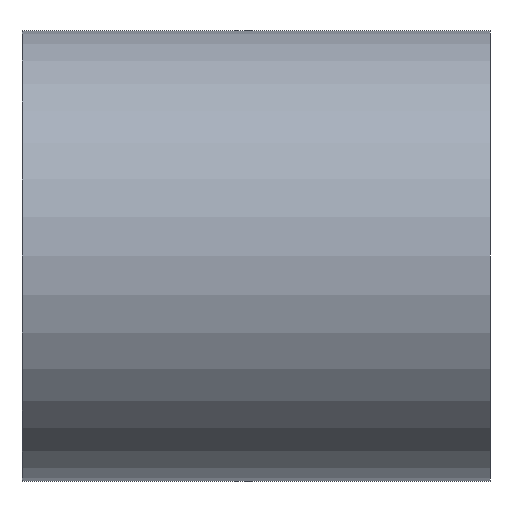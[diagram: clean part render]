
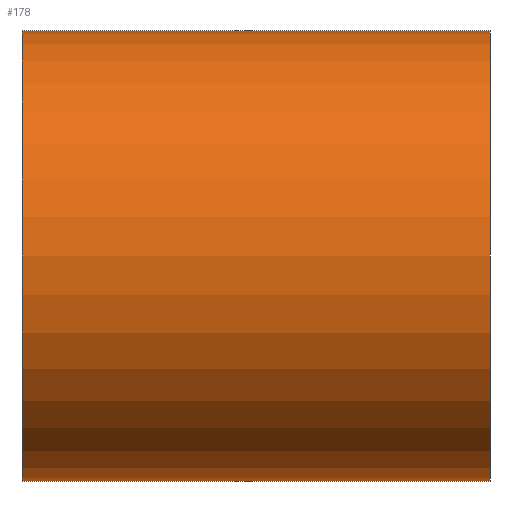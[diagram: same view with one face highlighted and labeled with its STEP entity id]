
A CAD part, front view. The second image highlights one B-rep face of the part: STEP entity #178.
In plain terms, the highlighted cylindrical face has radius 21.65 mm (diameter 43.3 mm), a partial arc.
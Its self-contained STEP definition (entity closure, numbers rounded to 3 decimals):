
#8 = CARTESIAN_POINT ( 'NONE',  ( -22.5, 0., 21.65 ) ) ;
#11 = CIRCLE ( 'NONE', #167, 21.65 ) ;
#14 = DIRECTION ( 'NONE',  ( 0., 0., 1. ) ) ;
#18 = VECTOR ( 'NONE', #58, 1000. ) ;
#25 = DIRECTION ( 'NONE',  ( -1., 0., 0. ) ) ;
#40 = ORIENTED_EDGE ( 'NONE', *, *, #175, .F. ) ;
#41 = EDGE_LOOP ( 'NONE', ( #55, #168, #56, #40 ) ) ;
#43 = VERTEX_POINT ( 'NONE', #174 ) ;
#47 = EDGE_CURVE ( 'NONE', #132, #43, #125, .T. ) ;
#50 = AXIS2_PLACEMENT_3D ( 'NONE', #135, #112, #68 ) ;
#55 = ORIENTED_EDGE ( 'NONE', *, *, #47, .F. ) ;
#56 = ORIENTED_EDGE ( 'NONE', *, *, #137, .T. ) ;
#58 = DIRECTION ( 'NONE',  ( -1., 0., 0. ) ) ;
#59 = DIRECTION ( 'NONE',  ( -1., 0., 0. ) ) ;
#61 = CARTESIAN_POINT ( 'NONE',  ( -22.5, 0., 21.65 ) ) ;
#65 = FACE_OUTER_BOUND ( 'NONE', #41, .T. ) ;
#68 = DIRECTION ( 'NONE',  ( 0., 0., 1. ) ) ;
#75 = CIRCLE ( 'NONE', #128, 21.65 ) ;
#79 = CARTESIAN_POINT ( 'NONE',  ( 22.5, 0., -21.65 ) ) ;
#81 = CYLINDRICAL_SURFACE ( 'NONE', #50, 21.65 ) ;
#89 = CARTESIAN_POINT ( 'NONE',  ( -22.5, 0., -21.65 ) ) ;
#96 = CARTESIAN_POINT ( 'NONE',  ( 22.5, 0., 0. ) ) ;
#112 = DIRECTION ( 'NONE',  ( -1., 0., 0. ) ) ;
#125 = LINE ( 'NONE', #89, #199 ) ;
#128 = AXIS2_PLACEMENT_3D ( 'NONE', #156, #59, #160 ) ;
#131 = CARTESIAN_POINT ( 'NONE',  ( 22.5, 0., 21.65 ) ) ;
#132 = VERTEX_POINT ( 'NONE', #79 ) ;
#135 = CARTESIAN_POINT ( 'NONE',  ( -22.5, 0., 0. ) ) ;
#137 = EDGE_CURVE ( 'NONE', #185, #141, #172, .T. ) ;
#141 = VERTEX_POINT ( 'NONE', #61 ) ;
#156 = CARTESIAN_POINT ( 'NONE',  ( -22.5, 0., 0. ) ) ;
#160 = DIRECTION ( 'NONE',  ( 0., 0., 1. ) ) ;
#167 = AXIS2_PLACEMENT_3D ( 'NONE', #96, #25, #14 ) ;
#168 = ORIENTED_EDGE ( 'NONE', *, *, #196, .T. ) ;
#172 = LINE ( 'NONE', #8, #18 ) ;
#173 = DIRECTION ( 'NONE',  ( -1., 0., 0. ) ) ;
#174 = CARTESIAN_POINT ( 'NONE',  ( -22.5, 0., -21.65 ) ) ;
#175 = EDGE_CURVE ( 'NONE', #43, #141, #75, .T. ) ;
#178 = ADVANCED_FACE ( 'NONE', ( #65 ), #81, .T. ) ;
#185 = VERTEX_POINT ( 'NONE', #131 ) ;
#196 = EDGE_CURVE ( 'NONE', #132, #185, #11, .T. ) ;
#199 = VECTOR ( 'NONE', #173, 1000. ) ;
